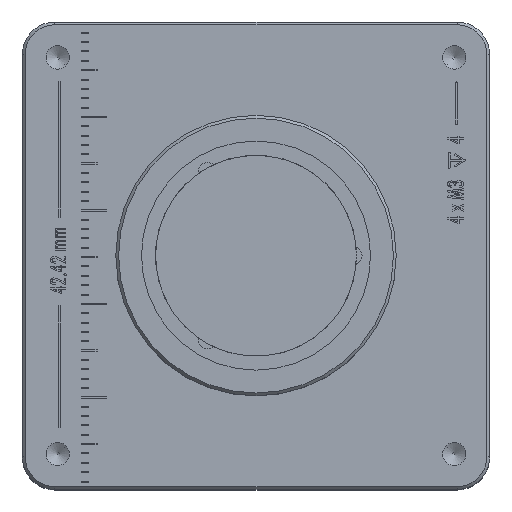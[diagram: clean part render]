
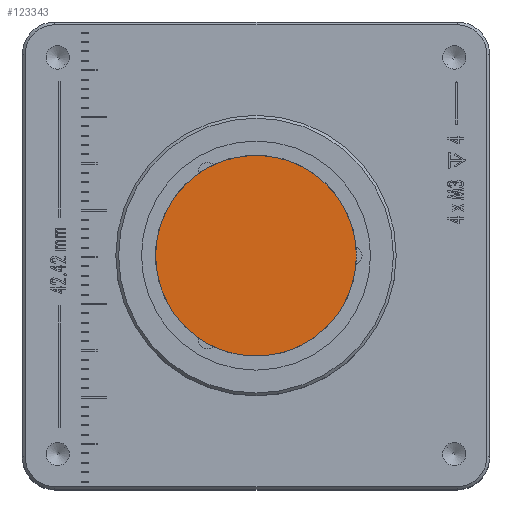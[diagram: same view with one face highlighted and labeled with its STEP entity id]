
A CAD part, top view. The second image highlights one B-rep face of the part: STEP entity #123343.
In plain terms, the highlighted planar face has unit normal (0, 0, 1).
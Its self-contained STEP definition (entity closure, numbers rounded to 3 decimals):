
#20754 = DIRECTION ( 'NONE',  ( 1., 0., 0. ) ) ;
#20986 = VERTEX_POINT ( 'NONE', #34991 ) ;
#22504 = DIRECTION ( 'NONE',  ( 0., 0., 1. ) ) ;
#33044 = FACE_OUTER_BOUND ( 'NONE', #137950, .T. ) ;
#34991 = CARTESIAN_POINT ( 'NONE',  ( 11.8, 0., 1. ) ) ;
#38683 = DIRECTION ( 'NONE',  ( 1., 0., 0. ) ) ;
#49279 = ORIENTED_EDGE ( 'NONE', *, *, #167874, .T. ) ;
#63501 = CIRCLE ( 'NONE', #99905, 11.8 ) ;
#99905 = AXIS2_PLACEMENT_3D ( 'NONE', #155994, #157701, #38683 ) ;
#123343 = ADVANCED_FACE ( 'NONE', ( #33044 ), #166062, .T. ) ;
#137950 = EDGE_LOOP ( 'NONE', ( #49279 ) ) ;
#152001 = CARTESIAN_POINT ( 'NONE',  ( 0., 0., 1. ) ) ;
#155994 = CARTESIAN_POINT ( 'NONE',  ( 0., 0., 1. ) ) ;
#157044 = AXIS2_PLACEMENT_3D ( 'NONE', #152001, #22504, #20754 ) ;
#157701 = DIRECTION ( 'NONE',  ( 0., 0., 1. ) ) ;
#166062 = PLANE ( 'NONE',  #157044 ) ;
#167874 = EDGE_CURVE ( 'NONE', #20986, #20986, #63501, .T. ) ;
